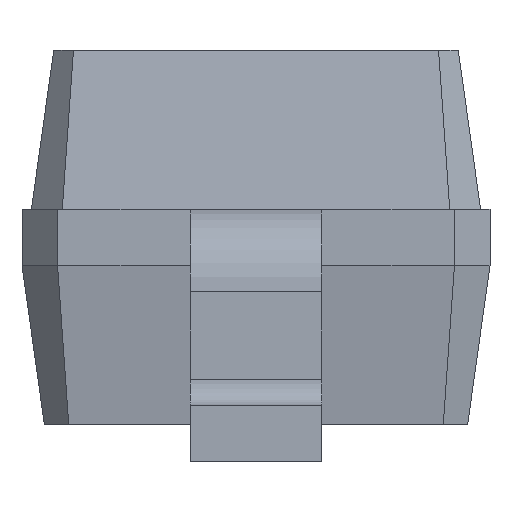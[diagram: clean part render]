
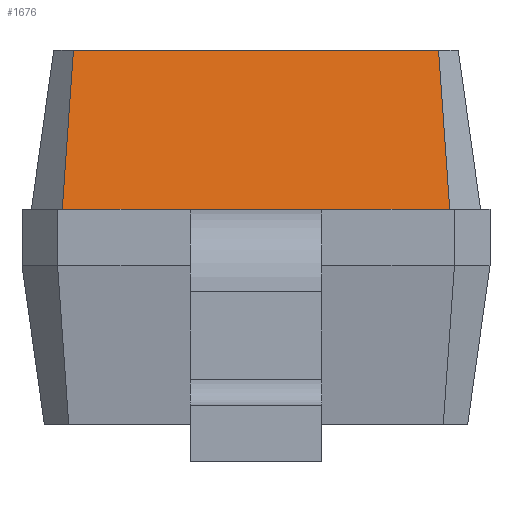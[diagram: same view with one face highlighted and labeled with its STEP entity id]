
A CAD part, left-side view. The second image highlights one B-rep face of the part: STEP entity #1676.
In plain terms, the highlighted planar face has unit normal (-0.99, 0, 0.139).
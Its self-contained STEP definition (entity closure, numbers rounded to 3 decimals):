
#190=FACE_OUTER_BOUND('',#286,.T.);
#286=EDGE_LOOP('',(#1447,#1448,#1449,#1450,#1451,#1452));
#369=LINE('',#2384,#575);
#471=LINE('',#2609,#677);
#484=LINE('',#2647,#690);
#490=LINE('',#2658,#696);
#491=LINE('',#2659,#697);
#492=LINE('',#2660,#698);
#575=VECTOR('',#1937,1.);
#677=VECTOR('',#2145,1.);
#690=VECTOR('',#2176,1.);
#696=VECTOR('',#2192,10.);
#697=VECTOR('',#2193,10.);
#698=VECTOR('',#2194,1.);
#759=VERTEX_POINT('',#2382);
#760=VERTEX_POINT('',#2383);
#829=VERTEX_POINT('',#2606);
#830=VERTEX_POINT('',#2608);
#845=VERTEX_POINT('',#2644);
#846=VERTEX_POINT('',#2646);
#917=EDGE_CURVE('',#759,#760,#369,.T.);
#1029=EDGE_CURVE('',#829,#830,#471,.T.);
#1048=EDGE_CURVE('',#845,#846,#484,.T.);
#1054=EDGE_CURVE('',#829,#759,#490,.T.);
#1055=EDGE_CURVE('',#846,#760,#491,.T.);
#1056=EDGE_CURVE('',#830,#845,#492,.T.);
#1447=ORIENTED_EDGE('',*,*,#1029,.F.);
#1448=ORIENTED_EDGE('',*,*,#1054,.T.);
#1449=ORIENTED_EDGE('',*,*,#917,.T.);
#1450=ORIENTED_EDGE('',*,*,#1055,.F.);
#1451=ORIENTED_EDGE('',*,*,#1048,.F.);
#1452=ORIENTED_EDGE('',*,*,#1056,.F.);
#1587=PLANE('',#1799);
#1676=ADVANCED_FACE('',(#190),#1587,.F.);
#1799=AXIS2_PLACEMENT_3D('',#2657,#2190,#2191);
#1937=DIRECTION('',(0.,1.,0.));
#2145=DIRECTION('',(0.,1.,0.));
#2176=DIRECTION('',(0.,1.,0.));
#2190=DIRECTION('center_axis',(0.99,0.,-0.139));
#2191=DIRECTION('ref_axis',(-0.139,0.,-0.99));
#2192=DIRECTION('',(0.139,0.069,0.988));
#2193=DIRECTION('',(0.139,-0.069,0.988));
#2194=DIRECTION('',(0.,1.,0.));
#2382=CARTESIAN_POINT('',(-0.765,-0.488,1.1));
#2383=CARTESIAN_POINT('',(-0.765,0.488,1.1));
#2384=CARTESIAN_POINT('',(-0.765,-0.488,1.1));
#2606=CARTESIAN_POINT('',(-0.825,-0.518,0.675));
#2608=CARTESIAN_POINT('',(-0.825,-0.175,0.675));
#2609=CARTESIAN_POINT('',(-0.825,-0.518,0.675));
#2644=CARTESIAN_POINT('',(-0.825,0.175,0.675));
#2646=CARTESIAN_POINT('',(-0.825,0.518,0.675));
#2647=CARTESIAN_POINT('',(-0.825,-0.518,0.675));
#2657=CARTESIAN_POINT('Origin',(-0.825,0.,0.675));
#2658=CARTESIAN_POINT('',(-0.825,-0.518,0.675));
#2659=CARTESIAN_POINT('',(-0.825,0.518,0.675));
#2660=CARTESIAN_POINT('',(-0.825,-0.518,0.675));
